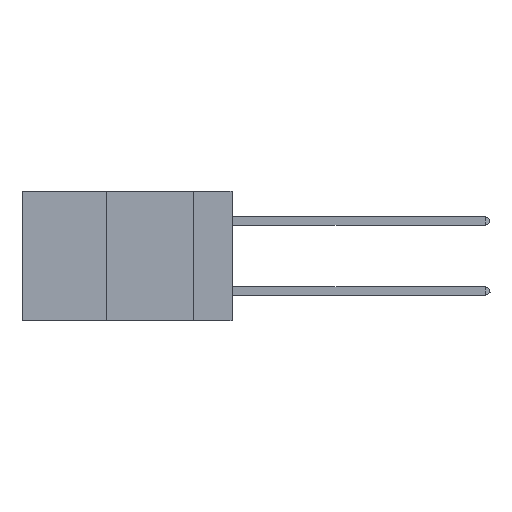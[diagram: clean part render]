
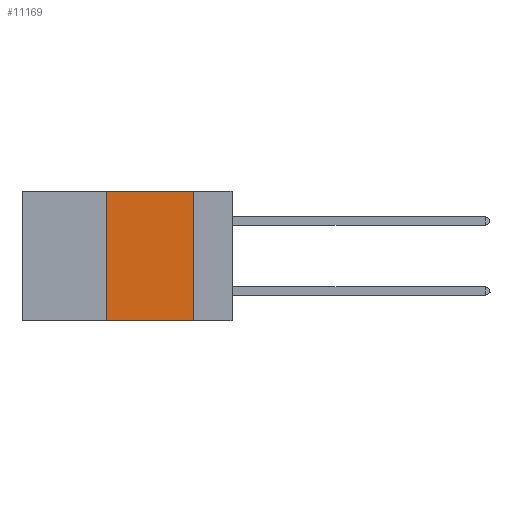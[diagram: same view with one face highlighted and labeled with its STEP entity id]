
A CAD part, left-side view. The second image highlights one B-rep face of the part: STEP entity #11169.
In plain terms, the highlighted planar face has unit normal (-1, 0, 0).
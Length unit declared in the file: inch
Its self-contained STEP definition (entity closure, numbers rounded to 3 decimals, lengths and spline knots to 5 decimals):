
#873 = ORIENTED_EDGE ( 'NONE', *, *, #1179, .F. ) ;
#1179 = EDGE_CURVE ( 'NONE', #9114, #25679, #17990, .T. ) ;
#1920 = ORIENTED_EDGE ( 'NONE', *, *, #10840, .F. ) ;
#3097 = EDGE_CURVE ( 'NONE', #32268, #9114, #11467, .T. ) ;
#3655 = VECTOR ( 'NONE', #20975, 39.37008 ) ;
#5084 = DIRECTION ( 'NONE',  ( 0., -1., 0. ) ) ;
#6129 = CARTESIAN_POINT ( 'NONE',  ( 0., 0.11, 0. ) ) ;
#7829 = LINE ( 'NONE', #19283, #27205 ) ;
#9114 = VERTEX_POINT ( 'NONE', #29347 ) ;
#9355 = CARTESIAN_POINT ( 'NONE',  ( 0., 0.6, -0.37 ) ) ;
#9813 = FACE_OUTER_BOUND ( 'NONE', #19739, .T. ) ;
#10460 = CARTESIAN_POINT ( 'NONE',  ( 0., 0.36, 0. ) ) ;
#10840 = EDGE_CURVE ( 'NONE', #12692, #32268, #7829, .T. ) ;
#11169 = ADVANCED_FACE ( 'NONE', ( #9813 ), #24693, .F. ) ;
#11467 = LINE ( 'NONE', #30473, #23703 ) ;
#11496 = DIRECTION ( 'NONE',  ( 1., 0., 0. ) ) ;
#11628 = DIRECTION ( 'NONE',  ( 0., 0., 1. ) ) ;
#11716 = VECTOR ( 'NONE', #29834, 39.37008 ) ;
#12341 = ORIENTED_EDGE ( 'NONE', *, *, #12959, .T. ) ;
#12692 = VERTEX_POINT ( 'NONE', #19002 ) ;
#12959 = EDGE_CURVE ( 'NONE', #12692, #25679, #26742, .T. ) ;
#16599 = DIRECTION ( 'NONE',  ( 0., 0., -1. ) ) ;
#16854 = CARTESIAN_POINT ( 'NONE',  ( 0., 0.11, -0.37 ) ) ;
#17990 = LINE ( 'NONE', #6129, #3655 ) ;
#19002 = CARTESIAN_POINT ( 'NONE',  ( 0., 0.36, -0.37 ) ) ;
#19283 = CARTESIAN_POINT ( 'NONE',  ( 0., 0.36, 0. ) ) ;
#19739 = EDGE_LOOP ( 'NONE', ( #873, #29596, #1920, #12341 ) ) ;
#20975 = DIRECTION ( 'NONE',  ( 0., 0., -1. ) ) ;
#22168 = CARTESIAN_POINT ( 'NONE',  ( 0., 0.6, 0. ) ) ;
#23703 = VECTOR ( 'NONE', #5084, 39.37008 ) ;
#24693 = PLANE ( 'NONE',  #26723 ) ;
#25679 = VERTEX_POINT ( 'NONE', #16854 ) ;
#26723 = AXIS2_PLACEMENT_3D ( 'NONE', #22168, #11496, #16599 ) ;
#26742 = LINE ( 'NONE', #9355, #11716 ) ;
#27205 = VECTOR ( 'NONE', #11628, 39.37008 ) ;
#29347 = CARTESIAN_POINT ( 'NONE',  ( 0., 0.11, 0. ) ) ;
#29596 = ORIENTED_EDGE ( 'NONE', *, *, #3097, .F. ) ;
#29834 = DIRECTION ( 'NONE',  ( 0., -1., 0. ) ) ;
#30473 = CARTESIAN_POINT ( 'NONE',  ( 0., 0.6, 0. ) ) ;
#32268 = VERTEX_POINT ( 'NONE', #10460 ) ;
